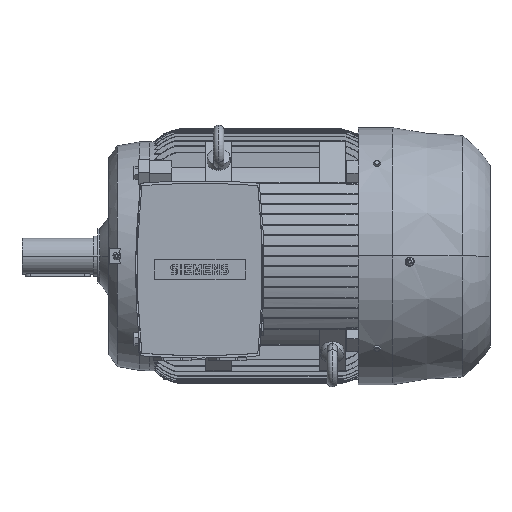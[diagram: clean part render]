
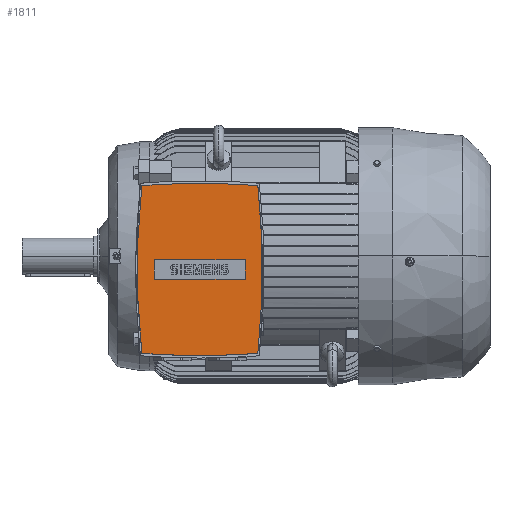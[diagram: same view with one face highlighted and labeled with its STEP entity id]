
A CAD part, top view. The second image highlights one B-rep face of the part: STEP entity #1811.
In plain terms, the highlighted planar face has unit normal (0, 0, 1).
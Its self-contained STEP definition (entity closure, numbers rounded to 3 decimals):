
#1811=ADVANCED_FACE('',(#4827,#4828),#4829,.T.);
#4827=FACE_BOUND('',#9077,.T.);
#4828=FACE_OUTER_BOUND('',#9078,.T.);
#4829=PLANE('',#9079);
#9077=EDGE_LOOP('',(#14737,#14738,#14739,#14740));
#9078=EDGE_LOOP('',(#14741,#14742,#14743,#14744,#14745,#14746));
#9079=AXIS2_PLACEMENT_3D('',#14747,#14748,#14749);
#14737=ORIENTED_EDGE('',*,*,#27198,.T.);
#14738=ORIENTED_EDGE('',*,*,#27195,.T.);
#14739=ORIENTED_EDGE('',*,*,#27192,.T.);
#14740=ORIENTED_EDGE('',*,*,#27189,.T.);
#14741=ORIENTED_EDGE('',*,*,#27242,.T.);
#14742=ORIENTED_EDGE('',*,*,#27243,.T.);
#14743=ORIENTED_EDGE('',*,*,#26760,.T.);
#14744=ORIENTED_EDGE('',*,*,#27244,.T.);
#14745=ORIENTED_EDGE('',*,*,#26753,.T.);
#14746=ORIENTED_EDGE('',*,*,#27245,.T.);
#14747=CARTESIAN_POINT('',(77.0,-21.0,315.0));
#14748=DIRECTION('',(0.0,0.0,1.0));
#14749=DIRECTION('',(0.0,-1.0,0.0));
#26753=EDGE_CURVE('',#32591,#32588,#32592,.T.);
#26760=EDGE_CURVE('',#32598,#32602,#32604,.T.);
#27189=EDGE_CURVE('',#33244,#33242,#33245,.T.);
#27192=EDGE_CURVE('',#33248,#33244,#33249,.T.);
#27195=EDGE_CURVE('',#33252,#33248,#33253,.T.);
#27198=EDGE_CURVE('',#33242,#33252,#33256,.T.);
#27242=EDGE_CURVE('',#33312,#33313,#33314,.T.);
#27243=EDGE_CURVE('',#33313,#32598,#33315,.T.);
#27244=EDGE_CURVE('',#32602,#32591,#33316,.T.);
#27245=EDGE_CURVE('',#32588,#33312,#33317,.T.);
#32588=VERTEX_POINT('',#43094);
#32591=VERTEX_POINT('',#43098);
#32592=CIRCLE('',#43099,1217.46);
#32598=VERTEX_POINT('',#43106);
#32602=VERTEX_POINT('',#43111);
#32604=CIRCLE('',#43114,1217.46);
#33242=VERTEX_POINT('',#44091);
#33244=VERTEX_POINT('',#44094);
#33245=LINE('',#44095,#44096);
#33248=VERTEX_POINT('',#44100);
#33249=LINE('',#44101,#44102);
#33252=VERTEX_POINT('',#44106);
#33253=LINE('',#44107,#44108);
#33256=LINE('',#44112,#44113);
#33312=VERTEX_POINT('',#44191);
#33313=VERTEX_POINT('',#44192);
#33314=CIRCLE('',#44193,1170.4);
#33315=CIRCLE('',#44194,1217.46);
#33316=CIRCLE('',#44195,1170.4);
#33317=CIRCLE('',#44196,1217.46);
#43094=CARTESIAN_POINT('',(77.,111.5,315.0));
#43098=CARTESIAN_POINT('',(166.345,108.217,315.0));
#43099=AXIS2_PLACEMENT_3D('',#65262,#65263,#65264);
#43106=CARTESIAN_POINT('',(77.,-153.5,315.0));
#43111=CARTESIAN_POINT('',(166.345,-150.217,315.0));
#43114=AXIS2_PLACEMENT_3D('',#65274,#65275,#65276);
#44091=CARTESIAN_POINT('',(147.0,-36.0,315.0));
#44094=CARTESIAN_POINT('',(147.0,-6.0,315.0));
#44095=CARTESIAN_POINT('',(147.0,-21.0,315.0));
#44096=VECTOR('',#65696,1.0);
#44100=CARTESIAN_POINT('',(7.0,-6.0,315.0));
#44101=CARTESIAN_POINT('',(77.0,-6.0,315.0));
#44102=VECTOR('',#65698,1.0);
#44106=CARTESIAN_POINT('',(7.0,-36.0,315.0));
#44107=CARTESIAN_POINT('',(7.0,-21.0,315.0));
#44108=VECTOR('',#65700,1.0);
#44112=CARTESIAN_POINT('',(77.0,-36.0,315.0));
#44113=VECTOR('',#65702,1.0);
#44191=CARTESIAN_POINT('',(-12.345,108.217,315.0));
#44192=CARTESIAN_POINT('',(-12.345,-150.217,315.0));
#44193=AXIS2_PLACEMENT_3D('',#65740,#65741,#65742);
#44194=AXIS2_PLACEMENT_3D('',#65743,#65744,#65745);
#44195=AXIS2_PLACEMENT_3D('',#65746,#65747,#65748);
#44196=AXIS2_PLACEMENT_3D('',#65749,#65750,#65751);
#65262=CARTESIAN_POINT('',(77.0,-1105.96,315.0));
#65263=DIRECTION('',(0.0,-0.0,1.0));
#65264=DIRECTION('',(0.0,1.0,0.0));
#65274=CARTESIAN_POINT('',(77.0,1063.96,315.0));
#65275=DIRECTION('',(0.0,-0.0,1.0));
#65276=DIRECTION('',(0.0,1.0,0.0));
#65696=DIRECTION('',(0.0,-1.0,0.0));
#65698=DIRECTION('',(1.0,0.0,-0.0));
#65700=DIRECTION('',(0.0,1.0,0.0));
#65702=DIRECTION('',(-1.0,0.0,0.0));
#65740=CARTESIAN_POINT('',(1150.9,-21.0,315.0));
#65741=DIRECTION('',(0.0,-0.0,1.0));
#65742=DIRECTION('',(0.0,1.0,0.0));
#65743=CARTESIAN_POINT('',(77.0,1063.96,315.0));
#65744=DIRECTION('',(0.0,-0.0,1.0));
#65745=DIRECTION('',(0.0,1.0,0.0));
#65746=CARTESIAN_POINT('',(-996.9,-21.0,315.0));
#65747=DIRECTION('',(0.0,-0.0,1.0));
#65748=DIRECTION('',(0.0,1.0,0.0));
#65749=CARTESIAN_POINT('',(77.0,-1105.96,315.0));
#65750=DIRECTION('',(0.0,-0.0,1.0));
#65751=DIRECTION('',(0.0,1.0,0.0));
